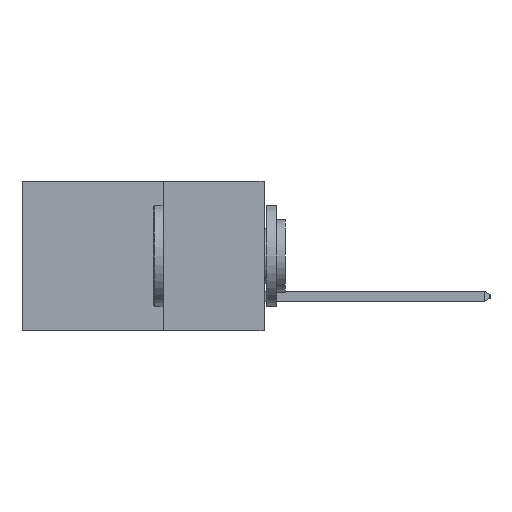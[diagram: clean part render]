
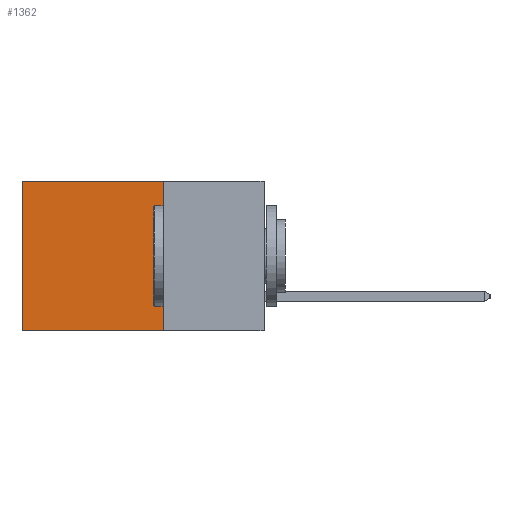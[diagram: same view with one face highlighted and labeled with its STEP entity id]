
A CAD part, left-side view. The second image highlights one B-rep face of the part: STEP entity #1362.
In plain terms, the highlighted planar face has unit normal (-1, 0, 0).
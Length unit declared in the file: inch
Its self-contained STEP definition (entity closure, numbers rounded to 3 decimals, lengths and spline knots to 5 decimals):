
#12 = AXIS2_PLACEMENT_3D ( 'NONE', #25625, #24772, #7865 ) ;
#1362 = ADVANCED_FACE ( 'NONE', ( #16854 ), #8015, .F. ) ;
#2212 = VECTOR ( 'NONE', #23842, 39.37008 ) ;
#2531 = DIRECTION ( 'NONE',  ( 0., 1., 0. ) ) ;
#2780 = EDGE_CURVE ( 'NONE', #10562, #6995, #9184, .T. ) ;
#3096 = VERTEX_POINT ( 'NONE', #26891 ) ;
#5283 = EDGE_CURVE ( 'NONE', #10562, #16201, #13511, .T. ) ;
#5680 = ORIENTED_EDGE ( 'NONE', *, *, #2780, .T. ) ;
#5763 = LINE ( 'NONE', #17375, #26979 ) ;
#6995 = VERTEX_POINT ( 'NONE', #24041 ) ;
#7143 = CARTESIAN_POINT ( 'NONE',  ( 0.298, 0.25, -0.37 ) ) ;
#7167 = EDGE_LOOP ( 'NONE', ( #13325, #7485, #8851, #5680 ) ) ;
#7485 = ORIENTED_EDGE ( 'NONE', *, *, #15483, .F. ) ;
#7865 = DIRECTION ( 'NONE',  ( 0., 0., -1. ) ) ;
#8015 = PLANE ( 'NONE',  #12 ) ;
#8851 = ORIENTED_EDGE ( 'NONE', *, *, #5283, .F. ) ;
#9184 = LINE ( 'NONE', #27064, #14137 ) ;
#10562 = VERTEX_POINT ( 'NONE', #11627 ) ;
#11627 = CARTESIAN_POINT ( 'NONE',  ( 0.298, 0.25, 0. ) ) ;
#12814 = DIRECTION ( 'NONE',  ( 0., 0., -1. ) ) ;
#13325 = ORIENTED_EDGE ( 'NONE', *, *, #18346, .T. ) ;
#13511 = LINE ( 'NONE', #23191, #19142 ) ;
#14137 = VECTOR ( 'NONE', #14851, 39.37008 ) ;
#14851 = DIRECTION ( 'NONE',  ( 0., 1., 0. ) ) ;
#15483 = EDGE_CURVE ( 'NONE', #16201, #3096, #5763, .T. ) ;
#16201 = VERTEX_POINT ( 'NONE', #7143 ) ;
#16854 = FACE_OUTER_BOUND ( 'NONE', #7167, .T. ) ;
#17375 = CARTESIAN_POINT ( 'NONE',  ( 0.298, 0.25, -0.37 ) ) ;
#18346 = EDGE_CURVE ( 'NONE', #6995, #3096, #19157, .T. ) ;
#19142 = VECTOR ( 'NONE', #12814, 39.37008 ) ;
#19157 = LINE ( 'NONE', #19464, #2212 ) ;
#19464 = CARTESIAN_POINT ( 'NONE',  ( 0.298, 0.6, 0. ) ) ;
#23191 = CARTESIAN_POINT ( 'NONE',  ( 0.298, 0.25, 0. ) ) ;
#23842 = DIRECTION ( 'NONE',  ( 0., 0., -1. ) ) ;
#24041 = CARTESIAN_POINT ( 'NONE',  ( 0.298, 0.6, 0. ) ) ;
#24772 = DIRECTION ( 'NONE',  ( 1., 0., 0. ) ) ;
#25625 = CARTESIAN_POINT ( 'NONE',  ( 0.298, 0.25, 0. ) ) ;
#26891 = CARTESIAN_POINT ( 'NONE',  ( 0.298, 0.6, -0.37 ) ) ;
#26979 = VECTOR ( 'NONE', #2531, 39.37008 ) ;
#27064 = CARTESIAN_POINT ( 'NONE',  ( 0.298, 0.25, 0. ) ) ;
